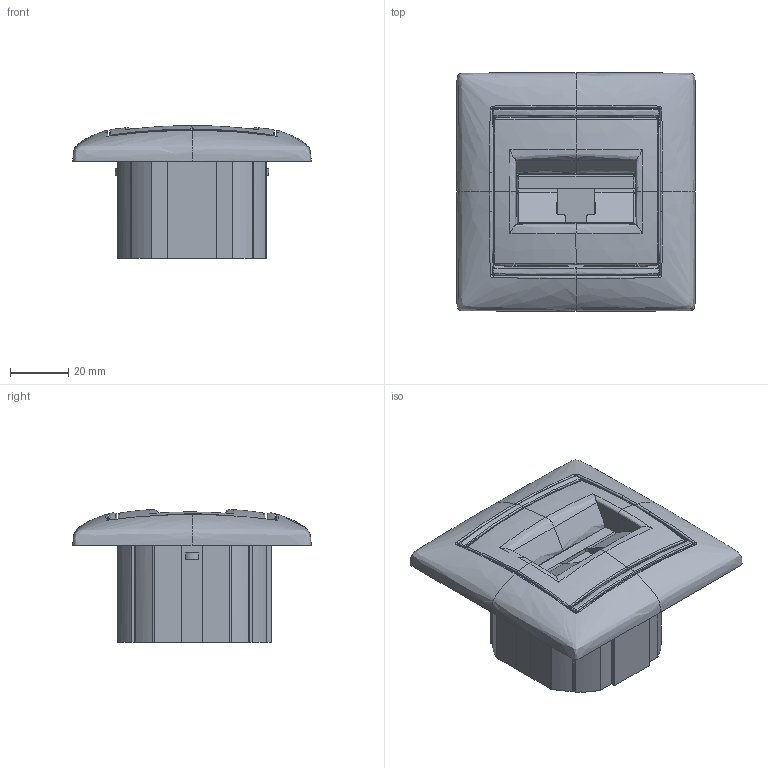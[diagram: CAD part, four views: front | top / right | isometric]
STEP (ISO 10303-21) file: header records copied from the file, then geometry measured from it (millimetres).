
FILE_DESCRIPTION (( 'STEP AP214' ), '1' );
FILE_NAME ('774230.STEP', '2025-09-02T10:25:08', ( '' ), ( '' ), 'SwSTEP 2.0', 'SolidWorks 2022', '' );
FILE_SCHEMA (( 'AUTOMOTIVE_DESIGN' ));
Length unit declared in the file: millimetre
Products named in the file (1): 774230
Bounding box: 82 x 82 x 45.74 mm (x, y, z)
Surface area: 34844.3 mm2 (no closed solid volume)
Topology: 0 solids, 24 shells, 1301 faces, 3473 edges, 2167 vertices
Faces by surface type: bspline 610, plane 450, cylinder 162, torus 38, sphere 33, cone 8
Entity records: 99684 total; most frequent: CARTESIAN_POINT 76239, ORIENTED_EDGE 6784, EDGE_CURVE 3430, B_SPLINE_CURVE_WITH_KNOTS 3390, VERTEX_POINT 2155, DIRECTION 1432, EDGE_LOOP 1323, FACE_OUTER_BOUND 1296
